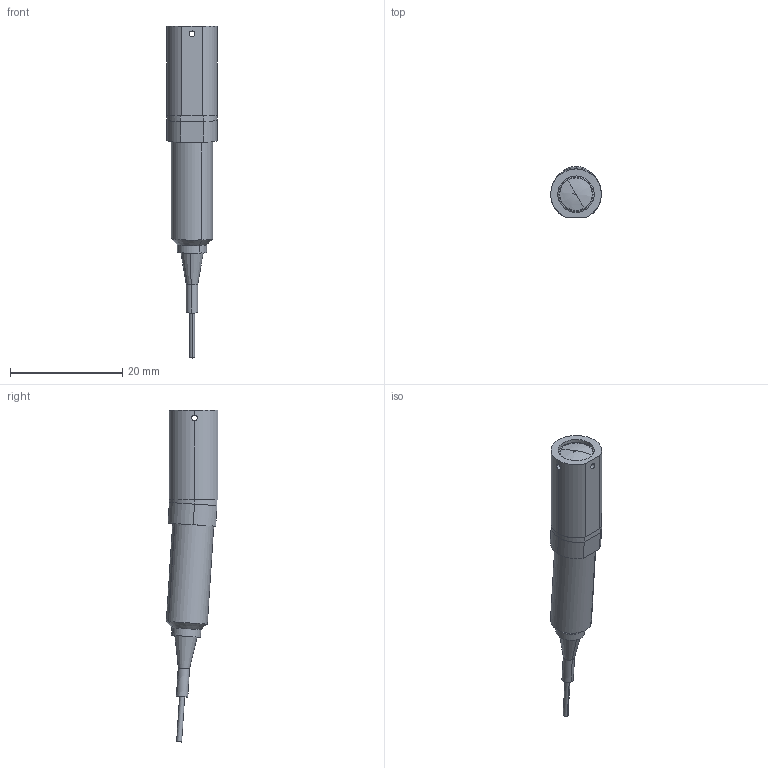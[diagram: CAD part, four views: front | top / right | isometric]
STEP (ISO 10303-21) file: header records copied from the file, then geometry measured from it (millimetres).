
FILE_DESCRIPTION (( 'STEP AP214' ), '1' );
FILE_NAME ('17370-E0W.STEP', '2010-12-17T20:05:44', ( 'Admin' ), ( 'Thorlabs, Inc.' ), 'SwSTEP 2.0', 'SolidWorks 2009', '' );
FILE_SCHEMA (( 'AUTOMOTIVE_DESIGN' ));
Length unit declared in the file: millimetre
Products named in the file (1): 17370-E0W
Bounding box: 9.02 x 9.16 x 59.25 mm (x, y, z)
Surface area: 1583.8 mm2 (no closed solid volume)
Topology: 0 solids, 7 shells, 54 faces, 148 edges, 99 vertices
Faces by surface type: cylinder 31, plane 13, torus 4, cone 4, bspline 2
Entity records: 3038 total; most frequent: CARTESIAN_POINT 1055, DIRECTION 292, ORIENTED_EDGE 266, EDGE_CURVE 146, AXIS2_PLACEMENT_3D 122, VERTEX_POINT 99, CIRCLE 69, EDGE_LOOP 68
